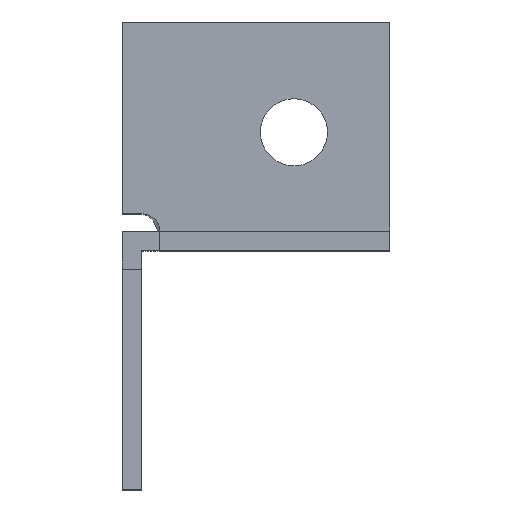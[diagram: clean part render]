
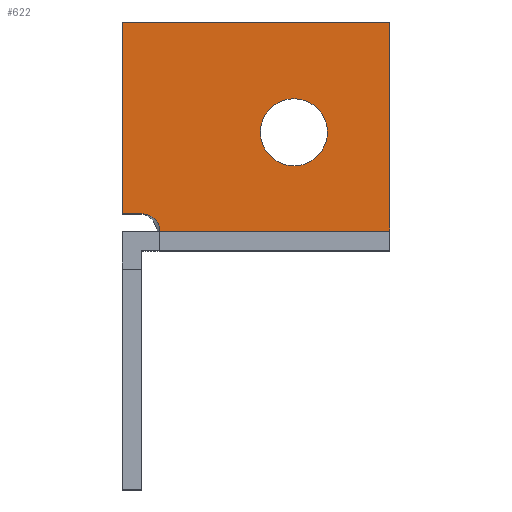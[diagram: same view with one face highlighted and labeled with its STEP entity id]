
A CAD part, top view. The second image highlights one B-rep face of the part: STEP entity #622.
In plain terms, the highlighted planar face has unit normal (0, 0, 1).
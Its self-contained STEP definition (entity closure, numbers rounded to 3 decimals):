
#22=FACE_BOUND('',#73,.T.);
#30=CIRCLE('',#680,7.);
#38=FACE_OUTER_BOUND('',#72,.T.);
#72=EDGE_LOOP('',(#415,#416,#417,#418,#419,#420,#421,#422,#423));
#73=EDGE_LOOP('',(#424));
#114=B_SPLINE_CURVE_WITH_KNOTS('',3,(#883,#884,#885,#886),.UNSPECIFIED.,
 .F.,.F.,(4,4),(0.63,0.691),.UNSPECIFIED.);
#115=B_SPLINE_CURVE_WITH_KNOTS('',3,(#890,#891,#892,#893,#894,#895,#896,
#897,#898,#899,#900,#901,#902,#903,#904,#905,#906,#907,#908,#909,#910,#911,
#912,#913,#914,#915,#916,#917,#918,#919,#920,#921,#922,#923,#924,#925,#926,
#927,#928,#929,#930,#931,#932,#933,#934,#935,#936,#937,#938,#939,#940,#941,
#942,#943,#944,#945,#946,#947,#948,#949,#950,#951,#952,#953,#954,#955,#956),
 .UNSPECIFIED.,.F.,.F.,(4,3,3,3,3,3,3,3,3,3,3,3,3,3,3,3,3,3,3,3,3,3,4),
(1.458,1.518,1.633,1.743,1.849,
1.95,2.048,2.143,2.237,2.328,
2.418,2.508,2.603,2.705,2.815,
2.94,3.085,3.245,3.418,3.597,
3.776,3.948,4.109),.UNSPECIFIED.);
#125=LINE('',#873,#196);
#126=LINE('',#875,#197);
#127=LINE('',#877,#198);
#128=LINE('',#879,#199);
#129=LINE('',#881,#200);
#130=LINE('',#888,#201);
#131=LINE('',#957,#202);
#196=VECTOR('',#722,10.);
#197=VECTOR('',#723,10.);
#198=VECTOR('',#724,10.);
#199=VECTOR('',#725,10.);
#200=VECTOR('',#726,10.);
#201=VECTOR('',#727,10.);
#202=VECTOR('',#728,10.);
#267=VERTEX_POINT('',#871);
#268=VERTEX_POINT('',#872);
#269=VERTEX_POINT('',#874);
#270=VERTEX_POINT('',#876);
#271=VERTEX_POINT('',#878);
#272=VERTEX_POINT('',#880);
#273=VERTEX_POINT('',#882);
#274=VERTEX_POINT('',#887);
#275=VERTEX_POINT('',#889);
#276=VERTEX_POINT('',#958);
#325=EDGE_CURVE('',#267,#268,#125,.T.);
#326=EDGE_CURVE('',#269,#267,#126,.T.);
#327=EDGE_CURVE('',#269,#270,#127,.T.);
#328=EDGE_CURVE('',#271,#270,#128,.T.);
#329=EDGE_CURVE('',#272,#271,#129,.T.);
#330=EDGE_CURVE('',#273,#272,#114,.T.);
#331=EDGE_CURVE('',#274,#273,#130,.T.);
#332=EDGE_CURVE('',#275,#274,#115,.T.);
#333=EDGE_CURVE('',#275,#268,#131,.T.);
#334=EDGE_CURVE('',#276,#276,#30,.T.);
#415=ORIENTED_EDGE('',*,*,#325,.F.);
#416=ORIENTED_EDGE('',*,*,#326,.F.);
#417=ORIENTED_EDGE('',*,*,#327,.T.);
#418=ORIENTED_EDGE('',*,*,#328,.F.);
#419=ORIENTED_EDGE('',*,*,#329,.F.);
#420=ORIENTED_EDGE('',*,*,#330,.F.);
#421=ORIENTED_EDGE('',*,*,#331,.F.);
#422=ORIENTED_EDGE('',*,*,#332,.F.);
#423=ORIENTED_EDGE('',*,*,#333,.T.);
#424=ORIENTED_EDGE('',*,*,#334,.T.);
#595=PLANE('',#679);
#622=ADVANCED_FACE('',(#38,#22),#595,.T.);
#679=AXIS2_PLACEMENT_3D('',#870,#720,#721);
#680=AXIS2_PLACEMENT_3D('',#959,#729,#730);
#720=DIRECTION('center_axis',(0.,0.,
1.));
#721=DIRECTION('ref_axis',(0.,-1.,0.));
#722=DIRECTION('',(0.,-1.,0.));
#723=DIRECTION('',(0.,-1.,0.));
#724=DIRECTION('',(-1.,0.,0.));
#725=DIRECTION('',(1.,0.,0.));
#726=DIRECTION('',(0.,1.,0.));
#727=DIRECTION('',(-1.,0.,0.));
#728=DIRECTION('',(1.,0.,0.));
#729=DIRECTION('center_axis',(0.,0.,
-1.));
#730=DIRECTION('ref_axis',(1.,0.,0.));
#870=CARTESIAN_POINT('Origin',(-51.,3.812,44.188));
#871=CARTESIAN_POINT('',(0.,7.8,44.188));
#872=CARTESIAN_POINT('',(0.,4.,44.188));
#873=CARTESIAN_POINT('',(0.,1.906,44.188));
#874=CARTESIAN_POINT('',(0.,47.812,44.188));
#875=CARTESIAN_POINT('',(0.,-40.188,44.188));
#876=CARTESIAN_POINT('',(-48.012,47.812,44.188));
#877=CARTESIAN_POINT('',(-56.881,47.812,44.188));
#878=CARTESIAN_POINT('',(-55.812,47.812,44.188));
#879=CARTESIAN_POINT('',(-56.881,47.812,44.188));
#880=CARTESIAN_POINT('',(-55.812,7.812,44.188));
#881=CARTESIAN_POINT('',(-55.812,3.812,44.188));
#882=CARTESIAN_POINT('',(-54.916,7.8,44.188));
#883=CARTESIAN_POINT('Ctrl Pts',(-54.916,7.8,44.188));
#884=CARTESIAN_POINT('Ctrl Pts',(-55.214,7.808,44.188));
#885=CARTESIAN_POINT('Ctrl Pts',(-55.513,7.812,44.188));
#886=CARTESIAN_POINT('Ctrl Pts',(-55.812,7.812,44.188));
#887=CARTESIAN_POINT('',(-51.691,7.8,44.188));
#888=CARTESIAN_POINT('',(-54.394,7.8,44.188));
#889=CARTESIAN_POINT('',(-48.,4.,44.188));
#890=CARTESIAN_POINT('Ctrl Pts',(-48.,4.,44.188));
#891=CARTESIAN_POINT('Ctrl Pts',(-48.,4.069,44.188));
#892=CARTESIAN_POINT('Ctrl Pts',(-48.001,4.136,44.188));
#893=CARTESIAN_POINT('Ctrl Pts',(-48.002,4.202,44.188));
#894=CARTESIAN_POINT('Ctrl Pts',(-48.006,4.331,44.188));
#895=CARTESIAN_POINT('Ctrl Pts',(-48.012,4.455,44.188));
#896=CARTESIAN_POINT('Ctrl Pts',(-48.022,4.577,44.188));
#897=CARTESIAN_POINT('Ctrl Pts',(-48.031,4.693,44.188));
#898=CARTESIAN_POINT('Ctrl Pts',(-48.044,4.806,44.188));
#899=CARTESIAN_POINT('Ctrl Pts',(-48.06,4.915,44.188));
#900=CARTESIAN_POINT('Ctrl Pts',(-48.076,5.021,44.188));
#901=CARTESIAN_POINT('Ctrl Pts',(-48.095,5.124,44.188));
#902=CARTESIAN_POINT('Ctrl Pts',(-48.118,5.224,44.188));
#903=CARTESIAN_POINT('Ctrl Pts',(-48.14,5.32,44.188));
#904=CARTESIAN_POINT('Ctrl Pts',(-48.165,5.414,44.188));
#905=CARTESIAN_POINT('Ctrl Pts',(-48.194,5.506,44.188));
#906=CARTESIAN_POINT('Ctrl Pts',(-48.222,5.594,44.188));
#907=CARTESIAN_POINT('Ctrl Pts',(-48.253,5.681,44.188));
#908=CARTESIAN_POINT('Ctrl Pts',(-48.288,5.765,44.188));
#909=CARTESIAN_POINT('Ctrl Pts',(-48.323,5.847,44.188));
#910=CARTESIAN_POINT('Ctrl Pts',(-48.36,5.926,44.188));
#911=CARTESIAN_POINT('Ctrl Pts',(-48.401,6.003,44.188));
#912=CARTESIAN_POINT('Ctrl Pts',(-48.441,6.079,44.188));
#913=CARTESIAN_POINT('Ctrl Pts',(-48.484,6.152,44.188));
#914=CARTESIAN_POINT('Ctrl Pts',(-48.531,6.223,44.188));
#915=CARTESIAN_POINT('Ctrl Pts',(-48.576,6.293,44.188));
#916=CARTESIAN_POINT('Ctrl Pts',(-48.625,6.361,44.188));
#917=CARTESIAN_POINT('Ctrl Pts',(-48.677,6.426,44.188));
#918=CARTESIAN_POINT('Ctrl Pts',(-48.728,6.491,44.188));
#919=CARTESIAN_POINT('Ctrl Pts',(-48.782,6.553,44.188));
#920=CARTESIAN_POINT('Ctrl Pts',(-48.84,6.614,44.188));
#921=CARTESIAN_POINT('Ctrl Pts',(-48.897,6.675,44.188));
#922=CARTESIAN_POINT('Ctrl Pts',(-48.957,6.733,44.188));
#923=CARTESIAN_POINT('Ctrl Pts',(-49.018,6.787,44.188));
#924=CARTESIAN_POINT('Ctrl Pts',(-49.081,6.844,44.188));
#925=CARTESIAN_POINT('Ctrl Pts',(-49.145,6.897,44.188));
#926=CARTESIAN_POINT('Ctrl Pts',(-49.21,6.946,44.188));
#927=CARTESIAN_POINT('Ctrl Pts',(-49.279,6.999,44.188));
#928=CARTESIAN_POINT('Ctrl Pts',(-49.347,7.048,44.188));
#929=CARTESIAN_POINT('Ctrl Pts',(-49.415,7.092,44.188));
#930=CARTESIAN_POINT('Ctrl Pts',(-49.49,7.141,44.188));
#931=CARTESIAN_POINT('Ctrl Pts',(-49.563,7.185,44.188));
#932=CARTESIAN_POINT('Ctrl Pts',(-49.634,7.225,44.188));
#933=CARTESIAN_POINT('Ctrl Pts',(-49.713,7.269,44.188));
#934=CARTESIAN_POINT('Ctrl Pts',(-49.791,7.309,44.188));
#935=CARTESIAN_POINT('Ctrl Pts',(-49.863,7.344,44.188));
#936=CARTESIAN_POINT('Ctrl Pts',(-49.948,7.384,44.188));
#937=CARTESIAN_POINT('Ctrl Pts',(-50.026,7.418,44.188));
#938=CARTESIAN_POINT('Ctrl Pts',(-50.103,7.45,44.188));
#939=CARTESIAN_POINT('Ctrl Pts',(-50.188,7.485,44.188));
#940=CARTESIAN_POINT('Ctrl Pts',(-50.271,7.515,44.188));
#941=CARTESIAN_POINT('Ctrl Pts',(-50.352,7.543,44.188));
#942=CARTESIAN_POINT('Ctrl Pts',(-50.44,7.572,44.188));
#943=CARTESIAN_POINT('Ctrl Pts',(-50.525,7.599,44.188));
#944=CARTESIAN_POINT('Ctrl Pts',(-50.61,7.622,44.188));
#945=CARTESIAN_POINT('Ctrl Pts',(-50.698,7.647,44.188));
#946=CARTESIAN_POINT('Ctrl Pts',(-50.785,7.668,44.188));
#947=CARTESIAN_POINT('Ctrl Pts',(-50.873,7.688,44.188));
#948=CARTESIAN_POINT('Ctrl Pts',(-50.961,7.707,44.188));
#949=CARTESIAN_POINT('Ctrl Pts',(-51.05,7.724,44.188));
#950=CARTESIAN_POINT('Ctrl Pts',(-51.142,7.739,44.188));
#951=CARTESIAN_POINT('Ctrl Pts',(-51.23,7.754,44.188));
#952=CARTESIAN_POINT('Ctrl Pts',(-51.321,7.766,44.188));
#953=CARTESIAN_POINT('Ctrl Pts',(-51.415,7.777,44.188));
#954=CARTESIAN_POINT('Ctrl Pts',(-51.503,7.786,44.188));
#955=CARTESIAN_POINT('Ctrl Pts',(-51.595,7.794,44.188));
#956=CARTESIAN_POINT('Ctrl Pts',(-51.691,7.8,44.188));
#957=CARTESIAN_POINT('',(-51.,4.,44.188));
#958=CARTESIAN_POINT('',(-27.,24.812,44.188));
#959=CARTESIAN_POINT('Origin',(-20.,24.812,44.188));
